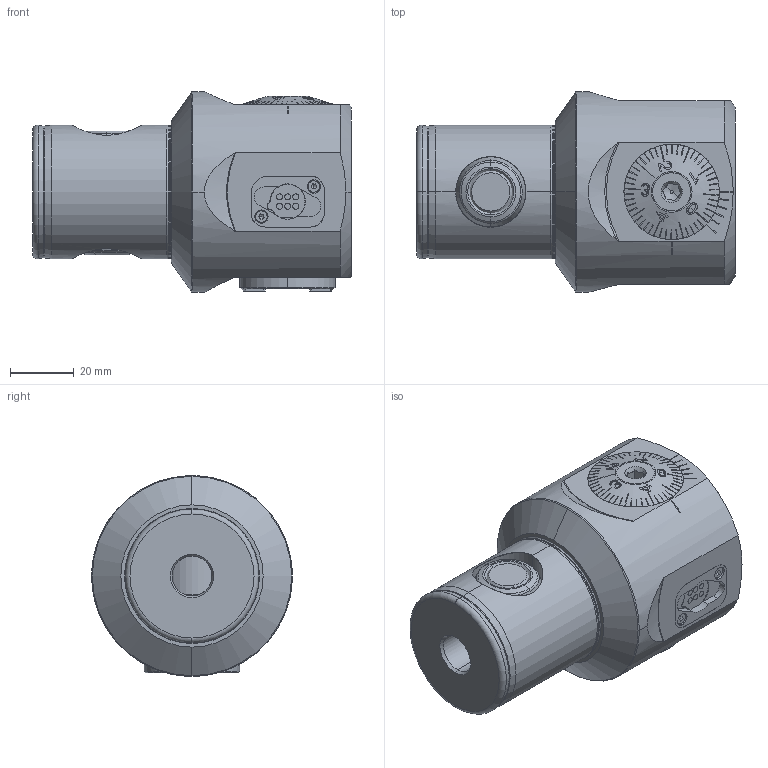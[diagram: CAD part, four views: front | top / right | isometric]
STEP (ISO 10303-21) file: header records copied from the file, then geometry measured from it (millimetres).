
FILE_DESCRIPTION (( 'STEP AP214' ), '1' );
FILE_NAME ('MD6.AV6.DA4.050.STEP', '2022-12-20T10:23:44', ( '' ), ( '' ), 'SwSTEP 2.0', 'SolidWorks 2017', '' );
FILE_SCHEMA (( 'AUTOMOTIVE_DESIGN' ));
Length unit declared in the file: millimetre
Products named in the file (27): ISO 4026 - M10 x 18; MD6-BG1.022.040; MD6-AV6.DA3.050_A; MD6-ER1.022.040_A; DIN 3771 - 18.77x1.78; MD6-ER2.022.025_A; Fxx-BG7.DA1.0xx_B_VK1-F0U; AV6-BG1.DA4.052; ISO 4026 - M10 x 10_PreviewCfg; DIN 3771 - 13x1; Klebstoff D10; A55-BG2.012.006_B; AV6-BG2.014.011_B_Abgedreht; DIN 3771 - 22x2; A55-BG2.011.016_F; Fxx-MAB.xxx.xxx_A_F55; MD6.AV6.DA4.050; AV6-BG1.DA3.052_A; ISO 4026 - M5 x 16; AV6-BG3.003.014_A_mit Gewinde; PEF-DA3.010.032_A_F0U; DIN 7984 - M3 x 8_DIN 7984 - M3 x 5; DIN 3771 - 25x1.5; A55-BG3.011.033_A_gek〉zt; MD6-ER3.012.008_A; A55-BG2.013.005_C; ISO 4762 - M2 x 4
Assembly tree (28 placements, depth 3):
  MD6.AV6.DA4.050
    MD6-AV6.DA3.050_A
    AV6-BG1.DA4.052
      AV6-BG1.DA3.052_A
      AV6-BG3.003.014_A_mit Gewinde
      A55-BG2.011.016_F
      AV6-BG2.014.011_B_Abgedreht
      A55-BG2.013.005_C
      DIN 3771 - 25x1.5
      A55-BG2.012.006_B
      ISO 4026 - M5 x 16
      ISO 4026 - M10 x 18
      Fxx-MAB.xxx.xxx_A_F55
      DIN 3771 - 22x2
    A55-BG3.011.033_A_gek〉zt
    Klebstoff D10
    ISO 4026 - M10 x 10_PreviewCfg
    Fxx-BG7.DA1.0xx_B_VK1-F0U
    PEF-DA3.010.032_A_F0U
    DIN 3771 - 13x1
    ISO 4762 - M2 x 4  x2
    DIN 7984 - M3 x 8_DIN 7984 - M3 x 5
    MD6-ER3.012.008_A
    MD6-BG1.022.040
      MD6-ER2.022.025_A
      MD6-ER1.022.040_A
      DIN 3771 - 18.77x1.78  x2
Bounding box: 100.08 x 63 x 63 mm (x, y, z)
Volume: 197098.7 mm3; surface area: 59859.8 mm2
Topology: 38 solids, 38 shells, 1182 faces, 2904 edges, 1816 vertices
Faces by surface type: plane 533, cylinder 248, cone 235, torus 106, bspline 60
Entity records: 53558 total; most frequent: CARTESIAN_POINT 21192, ORIENTED_EDGE 5648, DIRECTION 5337, EDGE_CURVE 2824, AXIS2_PLACEMENT_3D 2036, VERTEX_POINT 1779, VECTOR 1265, LINE 1265
